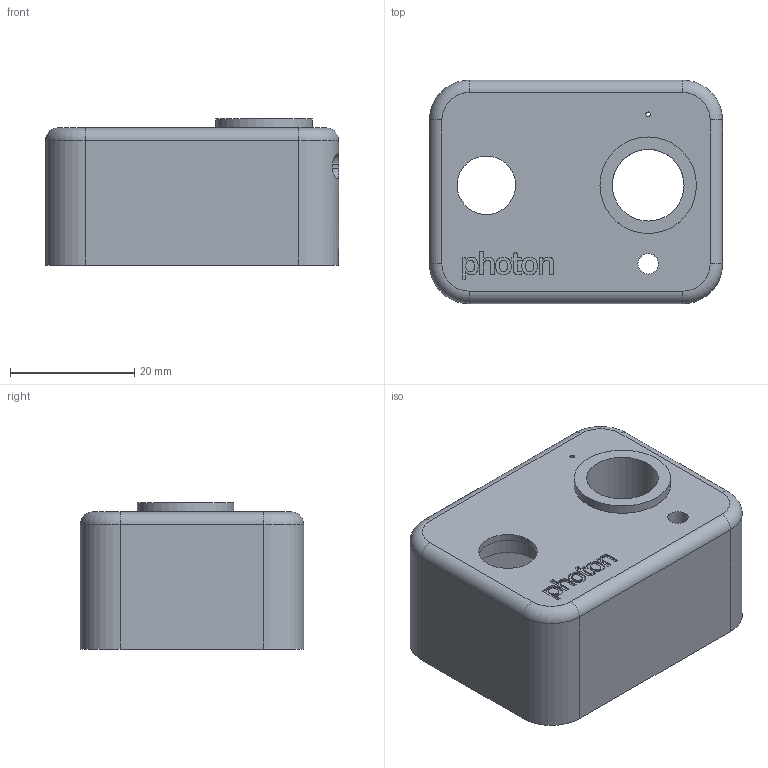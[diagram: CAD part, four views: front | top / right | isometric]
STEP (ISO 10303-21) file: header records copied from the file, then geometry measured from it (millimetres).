
FILE_DESCRIPTION(/* description */ (''),/* implementation_level */ '2;1');
FILE_NAME(/* name */ 'Front.step',/* time_stamp */ '2023-06-05T00:51:58-07:00',/* author */ (''),/* organization */ (''),/* preprocessor_version */ 'ST-DEVELOPER v19.2',/* originating_system */ 'Autodesk Translation Framework v11.17.0.187',/* authorisation */ '');
FILE_SCHEMA (('AUTOMOTIVE_DESIGN { 1 0 10303 214 3 1 1 }'));
Length unit declared in the file: millimetre
Products named in the file (1): Front
Bounding box: 47.16 x 35.95 x 23.5 mm (x, y, z)
Volume: 10702.1 mm3; surface area: 9720.1 mm2
Topology: 1 solids, 1 shells, 236 faces, 649 edges, 430 vertices
Faces by surface type: plane 91, cylinder 76, bspline 64, torus 4, cone 1
Full cylindrical faces by diameter (mm): 0.75 x1, 1.271 x5, 3.3 x1, 11 x1, 11.529 x1, 15.529 x1
Entity records: 7812 total; most frequent: CARTESIAN_POINT 2234, ORIENTED_EDGE 1298, DIRECTION 1021, EDGE_CURVE 649, VERTEX_POINT 430, LINE 351, VECTOR 351, AXIS2_PLACEMENT_3D 335
